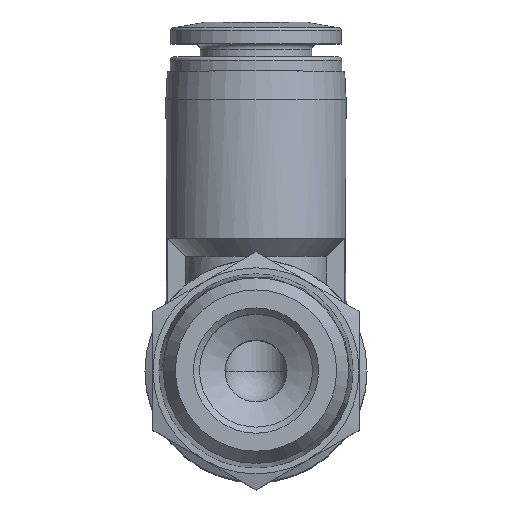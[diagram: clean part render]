
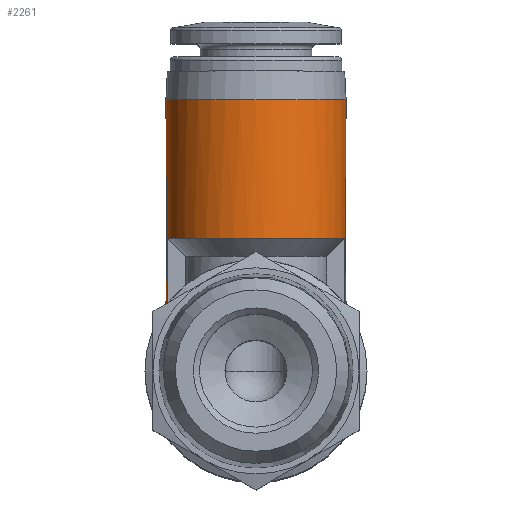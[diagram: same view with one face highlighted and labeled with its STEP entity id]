
A CAD part, top view. The second image highlights one B-rep face of the part: STEP entity #2261.
In plain terms, the highlighted cylindrical face has radius 6.25 mm (diameter 12.5 mm), a full revolution.
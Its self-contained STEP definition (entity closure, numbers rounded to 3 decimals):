
#119=LINE('',#3500,#149);
#120=LINE('',#3501,#150);
#121=LINE('',#3502,#151);
#122=LINE('',#3503,#152);
#149=VECTOR('',#2823,1000.);
#150=VECTOR('',#2824,1000.);
#151=VECTOR('',#2825,1000.);
#152=VECTOR('',#2826,1000.);
#178=B_SPLINE_CURVE_WITH_KNOTS('',3,(#3209,#3210,#3211,#3212),
 .UNSPECIFIED.,.F.,.F.,(4,4),(0.,0.002),.UNSPECIFIED.);
#180=B_SPLINE_CURVE_WITH_KNOTS('',3,(#3230,#3231,#3232,#3233),
 .UNSPECIFIED.,.F.,.F.,(4,4),(0.,0.002),.UNSPECIFIED.);
#241=CIRCLE('',#2370,6.25);
#242=CIRCLE('',#2372,6.25);
#276=CIRCLE('',#2449,6.25);
#530=ORIENTED_EDGE('',*,*,#752,.F.);
#531=ORIENTED_EDGE('',*,*,#820,.T.);
#532=ORIENTED_EDGE('',*,*,#737,.T.);
#533=ORIENTED_EDGE('',*,*,#821,.F.);
#534=ORIENTED_EDGE('',*,*,#754,.F.);
#535=ORIENTED_EDGE('',*,*,#822,.T.);
#536=ORIENTED_EDGE('',*,*,#741,.T.);
#537=ORIENTED_EDGE('',*,*,#823,.F.);
#538=ORIENTED_EDGE('',*,*,#819,.T.);
#737=EDGE_CURVE('',#914,#913,#178,.T.);
#741=EDGE_CURVE('',#918,#917,#180,.T.);
#752=EDGE_CURVE('',#925,#924,#241,.T.);
#754=EDGE_CURVE('',#926,#927,#242,.T.);
#819=EDGE_CURVE('',#973,#973,#276,.T.);
#820=EDGE_CURVE('',#925,#914,#119,.T.);
#821=EDGE_CURVE('',#927,#913,#120,.T.);
#822=EDGE_CURVE('',#926,#918,#121,.T.);
#823=EDGE_CURVE('',#924,#917,#122,.T.);
#913=VERTEX_POINT('',#3208);
#914=VERTEX_POINT('',#3213);
#917=VERTEX_POINT('',#3229);
#918=VERTEX_POINT('',#3234);
#924=VERTEX_POINT('',#3255);
#925=VERTEX_POINT('',#3260);
#926=VERTEX_POINT('',#3267);
#927=VERTEX_POINT('',#3269);
#973=VERTEX_POINT('',#3498);
#1107=EDGE_LOOP('',(#530,#531,#532,#533,#534,#535,#536,#537));
#1108=EDGE_LOOP('',(#538));
#1292=FACE_BOUND('',#1107,.T.);
#1293=FACE_BOUND('',#1108,.T.);
#1398=CYLINDRICAL_SURFACE('',#2450,6.25);
#2261=ADVANCED_FACE('',(#1292,#1293),#1398,.T.);
#2370=AXIS2_PLACEMENT_3D('',#3261,#2655,#2656);
#2372=AXIS2_PLACEMENT_3D('',#3268,#2659,#2660);
#2449=AXIS2_PLACEMENT_3D('',#3497,#2819,#2820);
#2450=AXIS2_PLACEMENT_3D('',#3499,#2821,#2822);
#2655=DIRECTION('',(0.,-1.,0.));
#2656=DIRECTION('',(0.,0.,-1.));
#2659=DIRECTION('',(0.,-1.,0.));
#2660=DIRECTION('',(0.,0.,-1.));
#2819=DIRECTION('',(0.,-1.,0.));
#2820=DIRECTION('',(0.,0.,-1.));
#2821=DIRECTION('',(0.,-1.,0.));
#2822=DIRECTION('',(0.,0.,-1.));
#2823=DIRECTION('',(0.,-1.,0.));
#2824=DIRECTION('',(0.,-1.,0.));
#2825=DIRECTION('',(0.,-1.,0.));
#2826=DIRECTION('',(0.,-1.,0.));
#3208=CARTESIAN_POINT('',(-6.169,4.607,-10.7));
#3209=CARTESIAN_POINT('',(-6.169,4.607,-12.7));
#3210=CARTESIAN_POINT('',(-6.276,4.465,-12.044));
#3211=CARTESIAN_POINT('',(-6.276,4.465,-11.356));
#3212=CARTESIAN_POINT('',(-6.169,4.607,-10.7));
#3213=CARTESIAN_POINT('',(-6.169,4.607,-12.7));
#3229=CARTESIAN_POINT('',(6.169,4.607,-12.7));
#3230=CARTESIAN_POINT('',(6.169,4.607,-10.7));
#3231=CARTESIAN_POINT('',(6.276,4.465,-11.356));
#3232=CARTESIAN_POINT('',(6.276,4.465,-12.044));
#3233=CARTESIAN_POINT('',(6.169,4.607,-12.7));
#3234=CARTESIAN_POINT('',(6.169,4.607,-10.7));
#3255=CARTESIAN_POINT('',(6.169,9.2,-12.7));
#3260=CARTESIAN_POINT('',(-6.169,9.2,-12.7));
#3261=CARTESIAN_POINT('',(0.,9.2,-11.7));
#3267=CARTESIAN_POINT('',(6.169,9.2,-10.7));
#3268=CARTESIAN_POINT('',(0.,9.2,-11.7));
#3269=CARTESIAN_POINT('',(-6.169,9.2,-10.7));
#3497=CARTESIAN_POINT('',(0.,18.8,-11.7));
#3498=CARTESIAN_POINT('',(0.,18.8,-17.95));
#3499=CARTESIAN_POINT('',(0.,0.,-11.7));
#3500=CARTESIAN_POINT('',(-6.169,9.2,-12.7));
#3501=CARTESIAN_POINT('',(-6.169,9.2,-10.7));
#3502=CARTESIAN_POINT('',(6.169,9.2,-10.7));
#3503=CARTESIAN_POINT('',(6.169,9.2,-12.7));
